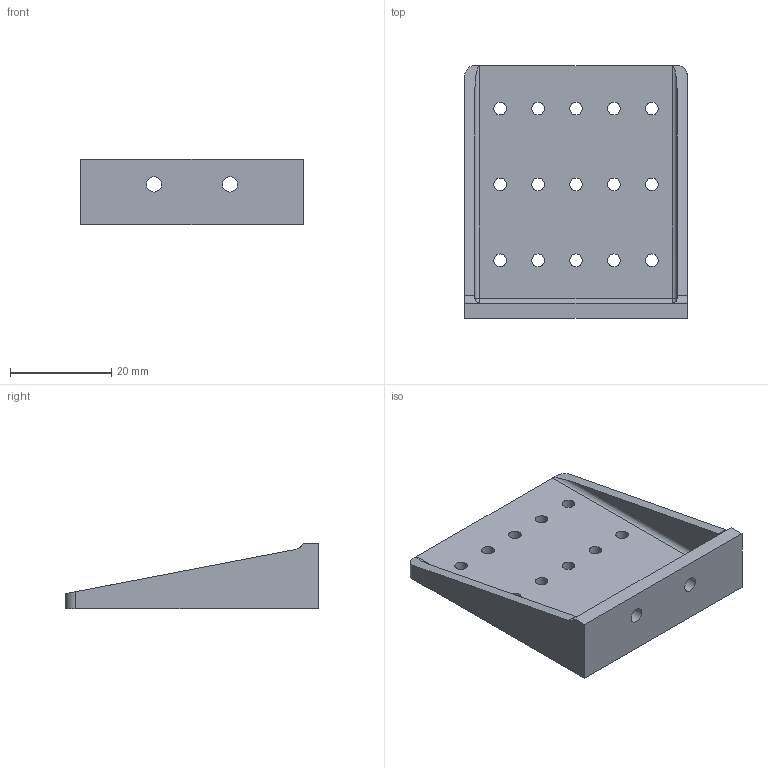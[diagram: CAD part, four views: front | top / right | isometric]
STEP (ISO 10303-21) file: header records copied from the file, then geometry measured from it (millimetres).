
FILE_DESCRIPTION(/* description */ (''),/* implementation_level */ '2;1');
FILE_NAME(/* name */ 'devFrame Multi Mount.step',/* time_stamp */ '2020-01-13T19:49:15-06:00',/* author */ (''),/* organization */ (''),/* preprocessor_version */ 'ST-DEVELOPER v18',/* originating_system */ 'Autodesk Translation Framework v8.12.0.6',/* authorisation */ '');
FILE_SCHEMA (('AUTOMOTIVE_DESIGN { 1 0 10303 214 3 1 1 }'));
Length unit declared in the file: millimetre
Products named in the file (1): devFrame Multi Mount
Bounding box: 44 x 50 x 13 mm (x, y, z)
Volume: 8534.6 mm3; surface area: 6882.3 mm2
Topology: 1 solids, 1 shells, 40 faces, 104 edges, 66 vertices
Faces by surface type: cylinder 26, plane 12, sphere 2
Full cylindrical faces by diameter (mm): 2.5 x15, 3 x2
Entity records: 1357 total; most frequent: DIRECTION 234, CARTESIAN_POINT 233, ORIENTED_EDGE 208, EDGE_CURVE 104, AXIS2_PLACEMENT_3D 91, EDGE_LOOP 74, VERTEX_POINT 66, LINE 52
